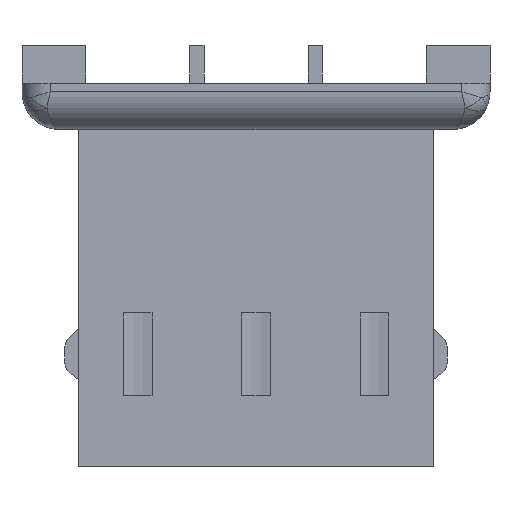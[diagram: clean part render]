
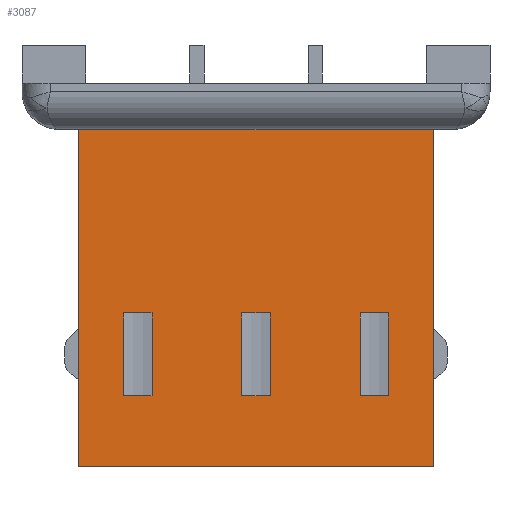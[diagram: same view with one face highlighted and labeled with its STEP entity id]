
A CAD part, front view. The second image highlights one B-rep face of the part: STEP entity #3087.
In plain terms, the highlighted planar face has unit normal (0, -1, 0).
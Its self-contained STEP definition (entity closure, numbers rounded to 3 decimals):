
#9=DIRECTION('',(-1.,0.,0.));
#10=VECTOR('',#9,7.5);
#11=CARTESIAN_POINT('',(3.75,-1.415,0.));
#12=LINE('',#11,#10);
#478=DIRECTION('',(1.,0.,0.));
#479=VECTOR('',#478,7.5);
#480=CARTESIAN_POINT('',(-3.75,-1.415,-7.13));
#481=LINE('',#480,#479);
#734=DIRECTION('',(0.,0.,1.));
#735=VECTOR('',#734,7.13);
#736=CARTESIAN_POINT('',(-3.75,-1.415,-7.13));
#737=LINE('',#736,#735);
#738=DIRECTION('',(0.,0.,-1.));
#739=VECTOR('',#738,7.13);
#740=CARTESIAN_POINT('',(3.75,-1.415,0.));
#741=LINE('',#740,#739);
#742=DIRECTION('',(0.,0.,-1.));
#743=VECTOR('',#742,1.75);
#744=CARTESIAN_POINT('',(2.2,-1.415,-3.88));
#745=LINE('',#744,#743);
#746=DIRECTION('',(1.,0.,0.));
#747=VECTOR('',#746,0.6);
#748=CARTESIAN_POINT('',(2.2,-1.415,-5.63));
#749=LINE('',#748,#747);
#750=DIRECTION('',(0.,0.,1.));
#751=VECTOR('',#750,1.75);
#752=CARTESIAN_POINT('',(2.8,-1.415,-5.63));
#753=LINE('',#752,#751);
#754=DIRECTION('',(-1.,0.,0.));
#755=VECTOR('',#754,0.6);
#756=CARTESIAN_POINT('',(2.8,-1.415,-3.88));
#757=LINE('',#756,#755);
#758=DIRECTION('',(0.,0.,-1.));
#759=VECTOR('',#758,1.75);
#760=CARTESIAN_POINT('',(-0.3,-1.415,-3.88));
#761=LINE('',#760,#759);
#762=DIRECTION('',(1.,0.,0.));
#763=VECTOR('',#762,0.6);
#764=CARTESIAN_POINT('',(-0.3,-1.415,-5.63));
#765=LINE('',#764,#763);
#766=DIRECTION('',(0.,0.,1.));
#767=VECTOR('',#766,1.75);
#768=CARTESIAN_POINT('',(0.3,-1.415,-5.63));
#769=LINE('',#768,#767);
#770=DIRECTION('',(-1.,0.,0.));
#771=VECTOR('',#770,0.6);
#772=CARTESIAN_POINT('',(0.3,-1.415,-3.88));
#773=LINE('',#772,#771);
#774=DIRECTION('',(0.,0.,-1.));
#775=VECTOR('',#774,1.75);
#776=CARTESIAN_POINT('',(-2.8,-1.415,-3.88));
#777=LINE('',#776,#775);
#778=DIRECTION('',(1.,0.,0.));
#779=VECTOR('',#778,0.6);
#780=CARTESIAN_POINT('',(-2.8,-1.415,-5.63));
#781=LINE('',#780,#779);
#782=DIRECTION('',(0.,0.,1.));
#783=VECTOR('',#782,1.75);
#784=CARTESIAN_POINT('',(-2.2,-1.415,-5.63));
#785=LINE('',#784,#783);
#786=DIRECTION('',(-1.,0.,0.));
#787=VECTOR('',#786,0.6);
#788=CARTESIAN_POINT('',(-2.2,-1.415,-3.88));
#789=LINE('',#788,#787);
#1500=CARTESIAN_POINT('',(3.75,-1.415,0.));
#1502=VERTEX_POINT('',#1500);
#1503=CARTESIAN_POINT('',(-3.75,-1.415,0.));
#1504=VERTEX_POINT('',#1503);
#1507=CARTESIAN_POINT('',(3.75,-1.415,-7.13));
#1508=VERTEX_POINT('',#1507);
#1529=CARTESIAN_POINT('',(-3.75,-1.415,-7.13));
#1530=VERTEX_POINT('',#1529);
#1811=CARTESIAN_POINT('',(2.2,-1.415,-3.88));
#1812=CARTESIAN_POINT('',(2.2,-1.415,-5.63));
#1813=VERTEX_POINT('',#1811);
#1814=VERTEX_POINT('',#1812);
#1815=CARTESIAN_POINT('',(2.8,-1.415,-5.63));
#1816=VERTEX_POINT('',#1815);
#1817=CARTESIAN_POINT('',(2.8,-1.415,-3.88));
#1818=VERTEX_POINT('',#1817);
#1827=CARTESIAN_POINT('',(-0.3,-1.415,-3.88));
#1828=CARTESIAN_POINT('',(-0.3,-1.415,-5.63));
#1829=VERTEX_POINT('',#1827);
#1830=VERTEX_POINT('',#1828);
#1831=CARTESIAN_POINT('',(0.3,-1.415,-5.63));
#1832=VERTEX_POINT('',#1831);
#1833=CARTESIAN_POINT('',(0.3,-1.415,-3.88));
#1834=VERTEX_POINT('',#1833);
#1843=CARTESIAN_POINT('',(-2.8,-1.415,-3.88));
#1844=CARTESIAN_POINT('',(-2.8,-1.415,-5.63));
#1845=VERTEX_POINT('',#1843);
#1846=VERTEX_POINT('',#1844);
#1847=CARTESIAN_POINT('',(-2.2,-1.415,-5.63));
#1848=VERTEX_POINT('',#1847);
#1849=CARTESIAN_POINT('',(-2.2,-1.415,-3.88));
#1850=VERTEX_POINT('',#1849);
#3045=CARTESIAN_POINT('',(3.75,-1.415,0.));
#3046=DIRECTION('',(0.,-1.,0.));
#3047=DIRECTION('',(-1.,0.,0.));
#3048=AXIS2_PLACEMENT_3D('',#3045,#3046,#3047);
#3049=PLANE('',#3048);
#3050=ORIENTED_EDGE('',*,*,#2690,.F.);
#3052=ORIENTED_EDGE('',*,*,#3051,.T.);
#3053=ORIENTED_EDGE('',*,*,#1938,.F.);
#3055=ORIENTED_EDGE('',*,*,#3054,.T.);
#3056=EDGE_LOOP('',(#3050,#3052,#3053,#3055));
#3057=FACE_OUTER_BOUND('',#3056,.F.);
#3058=ORIENTED_EDGE('',*,*,#3035,.T.);
#3060=ORIENTED_EDGE('',*,*,#3059,.T.);
#3062=ORIENTED_EDGE('',*,*,#3061,.T.);
#3064=ORIENTED_EDGE('',*,*,#3063,.T.);
#3065=EDGE_LOOP('',(#3058,#3060,#3062,#3064));
#3066=FACE_BOUND('',#3065,.F.);
#3068=ORIENTED_EDGE('',*,*,#3067,.T.);
#3070=ORIENTED_EDGE('',*,*,#3069,.T.);
#3072=ORIENTED_EDGE('',*,*,#3071,.T.);
#3074=ORIENTED_EDGE('',*,*,#3073,.T.);
#3075=EDGE_LOOP('',(#3068,#3070,#3072,#3074));
#3076=FACE_BOUND('',#3075,.F.);
#3078=ORIENTED_EDGE('',*,*,#3077,.T.);
#3080=ORIENTED_EDGE('',*,*,#3079,.T.);
#3082=ORIENTED_EDGE('',*,*,#3081,.T.);
#3084=ORIENTED_EDGE('',*,*,#3083,.T.);
#3085=EDGE_LOOP('',(#3078,#3080,#3082,#3084));
#3086=FACE_BOUND('',#3085,.F.);
#3087=ADVANCED_FACE('',(#3057,#3066,#3076,#3086),#3049,.T.);
#1938=EDGE_CURVE('',#1502,#1504,#12,.T.);
#2690=EDGE_CURVE('',#1530,#1508,#481,.T.);
#3035=EDGE_CURVE('',#1813,#1814,#745,.T.);
#3051=EDGE_CURVE('',#1530,#1504,#737,.T.);
#3054=EDGE_CURVE('',#1502,#1508,#741,.T.);
#3059=EDGE_CURVE('',#1814,#1816,#749,.T.);
#3061=EDGE_CURVE('',#1816,#1818,#753,.T.);
#3063=EDGE_CURVE('',#1818,#1813,#757,.T.);
#3067=EDGE_CURVE('',#1829,#1830,#761,.T.);
#3069=EDGE_CURVE('',#1830,#1832,#765,.T.);
#3071=EDGE_CURVE('',#1832,#1834,#769,.T.);
#3073=EDGE_CURVE('',#1834,#1829,#773,.T.);
#3077=EDGE_CURVE('',#1845,#1846,#777,.T.);
#3079=EDGE_CURVE('',#1846,#1848,#781,.T.);
#3081=EDGE_CURVE('',#1848,#1850,#785,.T.);
#3083=EDGE_CURVE('',#1850,#1845,#789,.T.);
